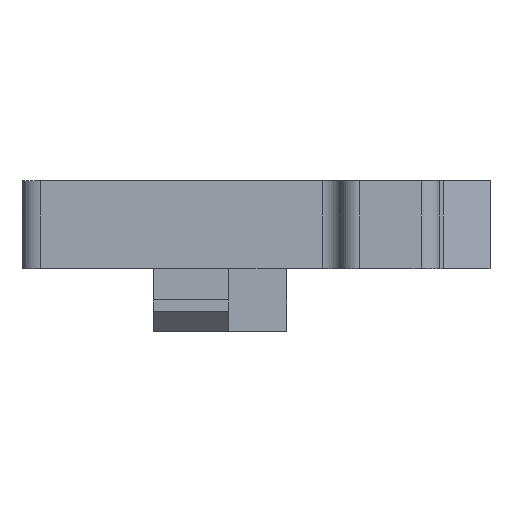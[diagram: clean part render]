
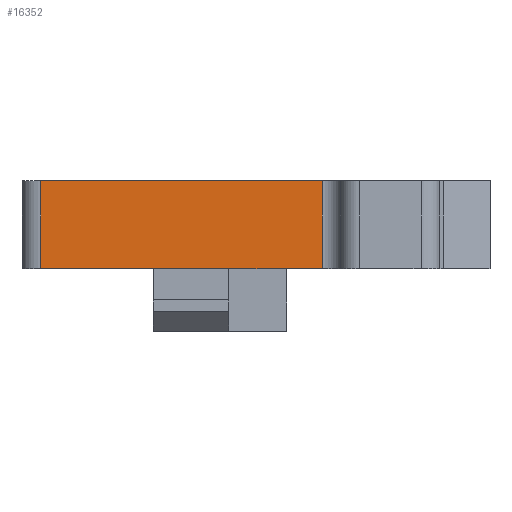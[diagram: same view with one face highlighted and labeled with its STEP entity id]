
A CAD part, left-side view. The second image highlights one B-rep face of the part: STEP entity #16352.
In plain terms, the highlighted planar face has unit normal (-1, -0.003, 0).
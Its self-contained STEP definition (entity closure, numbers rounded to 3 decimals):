
#1636=PLANE('',#17306);
#2019=FACE_OUTER_BOUND('',#2940,.T.);
#2940=EDGE_LOOP('',(#11283,#11284,#11285,#11286));
#3936=LINE('',#20244,#5413);
#3960=LINE('',#20300,#5437);
#3962=LINE('',#20306,#5439);
#3963=LINE('',#20308,#5440);
#5413=VECTOR('',#17823,10.);
#5437=VECTOR('',#17865,10.);
#5439=VECTOR('',#17871,10.);
#5440=VECTOR('',#17874,10.);
#6947=VERTEX_POINT('',#20241);
#6948=VERTEX_POINT('',#20243);
#6971=VERTEX_POINT('',#20298);
#6972=VERTEX_POINT('',#20302);
#8660=EDGE_CURVE('',#6948,#6947,#3936,.T.);
#8689=EDGE_CURVE('',#6971,#6947,#3960,.T.);
#8692=EDGE_CURVE('',#6948,#6972,#3962,.T.);
#8693=EDGE_CURVE('',#6972,#6971,#3963,.T.);
#11283=ORIENTED_EDGE('',*,*,#8689,.F.);
#11284=ORIENTED_EDGE('',*,*,#8693,.F.);
#11285=ORIENTED_EDGE('',*,*,#8692,.F.);
#11286=ORIENTED_EDGE('',*,*,#8660,.T.);
#16352=ADVANCED_FACE('',(#2019),#1636,.T.);
#17306=AXIS2_PLACEMENT_3D('',#20307,#17872,#17873);
#17823=DIRECTION('',(0.003,-1.,0.));
#17865=DIRECTION('',(0.,0.,-1.));
#17871=DIRECTION('',(0.,0.,1.));
#17872=DIRECTION('center_axis',(-1.,-0.003,
0.));
#17873=DIRECTION('ref_axis',(0.003,-1.,0.));
#17874=DIRECTION('',(0.003,-1.,0.));
#20241=CARTESIAN_POINT('',(-49.919,58.117,-10.8));
#20243=CARTESIAN_POINT('',(-49.995,80.495,-10.8));
#20244=CARTESIAN_POINT('',(-50.,82.,-10.8));
#20298=CARTESIAN_POINT('',(-49.919,58.117,-3.8));
#20300=CARTESIAN_POINT('',(-49.919,58.117,-10.8));
#20302=CARTESIAN_POINT('',(-49.995,80.495,-3.8));
#20306=CARTESIAN_POINT('',(-49.995,80.495,-10.8));
#20307=CARTESIAN_POINT('Origin',(-50.,82.,-10.8));
#20308=CARTESIAN_POINT('',(-50.,82.,-3.8));
